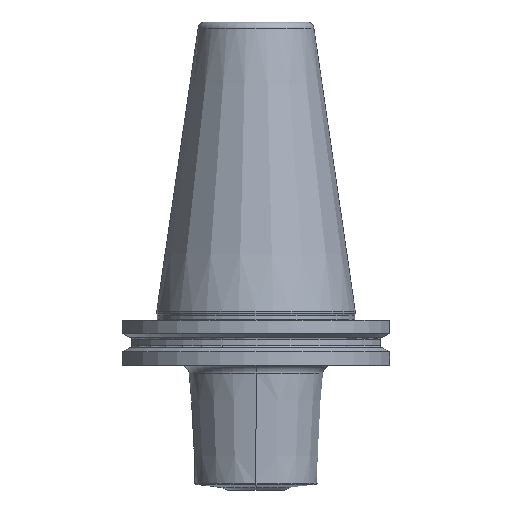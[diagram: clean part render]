
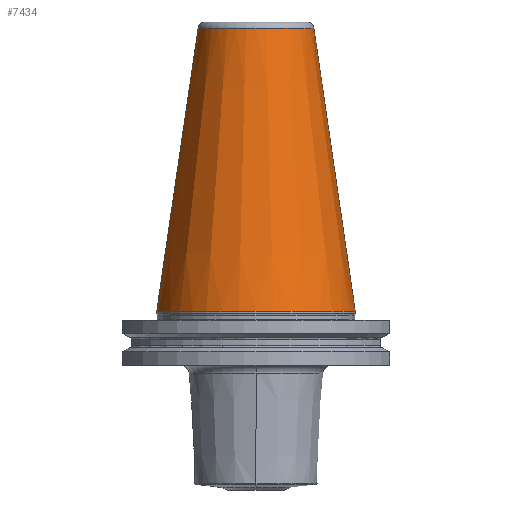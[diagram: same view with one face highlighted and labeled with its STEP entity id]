
A CAD part, front view. The second image highlights one B-rep face of the part: STEP entity #7434.
In plain terms, the highlighted conical face has half-angle 8.3 degrees and reference radius 27.659 mm.
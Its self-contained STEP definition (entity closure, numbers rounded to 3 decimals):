
#3179=CARTESIAN_POINT('',(0.,0.,0.));
#3180=DIRECTION('',(0.,0.,1.));
#3181=DIRECTION('',(-1.,0.,0.));
#3182=AXIS2_PLACEMENT_3D('',#3179,#3180,#3181);
#3195=CARTESIAN_POINT('',(0.,0.,99.611));
#3196=DIRECTION('',(0.,0.,1.));
#3197=DIRECTION('',(-1.,0.,0.));
#3198=AXIS2_PLACEMENT_3D('',#3195,#3196,#3197);
#3387=DIRECTION('',(0.144,0.,0.99));
#3388=VECTOR('',#3387,100.665);
#3389=CARTESIAN_POINT('',(-34.925,0.,0.));
#3390=LINE('',#3389,#3388);
#3402=DIRECTION('',(-0.144,0.,0.99));
#3403=VECTOR('',#3402,100.665);
#3404=CARTESIAN_POINT('',(34.925,0.,0.));
#3405=LINE('',#3404,#3403);
#5133=CARTESIAN_POINT('',(34.925,0.,0.));
#5134=VERTEX_POINT('',#5133);
#5135=CARTESIAN_POINT('',(-34.925,0.,0.));
#5136=VERTEX_POINT('',#5135);
#5309=CARTESIAN_POINT('',(-20.393,0.,99.611));
#5310=CARTESIAN_POINT('',(20.393,0.,99.611));
#5311=VERTEX_POINT('',#5309);
#5312=VERTEX_POINT('',#5310);
#7420=CARTESIAN_POINT('',(0.,0.,49.805));
#7421=DIRECTION('',(0.,0.,-1.));
#7422=DIRECTION('',(-1.,0.,0.));
#7423=AXIS2_PLACEMENT_3D('',#7420,#7421,#7422);
#7424=CONICAL_SURFACE('',#7423,27.659,8.3);
#7426=ORIENTED_EDGE('',*,*,#7425,.T.);
#7428=ORIENTED_EDGE('',*,*,#7427,.F.);
#7429=ORIENTED_EDGE('',*,*,#7415,.F.);
#7431=ORIENTED_EDGE('',*,*,#7430,.T.);
#7432=EDGE_LOOP('',(#7426,#7428,#7429,#7431));
#7433=FACE_OUTER_BOUND('',#7432,.F.);
#3183=CIRCLE('',#3182,34.925);
#3199=CIRCLE('',#3198,20.393);
#7415=EDGE_CURVE('',#5136,#5134,#3183,.T.);
#7425=EDGE_CURVE('',#5311,#5312,#3199,.T.);
#7427=EDGE_CURVE('',#5134,#5312,#3405,.T.);
#7430=EDGE_CURVE('',#5136,#5311,#3390,.T.);
#7434=ADVANCED_FACE('',(#7433),#7424,.T.);
